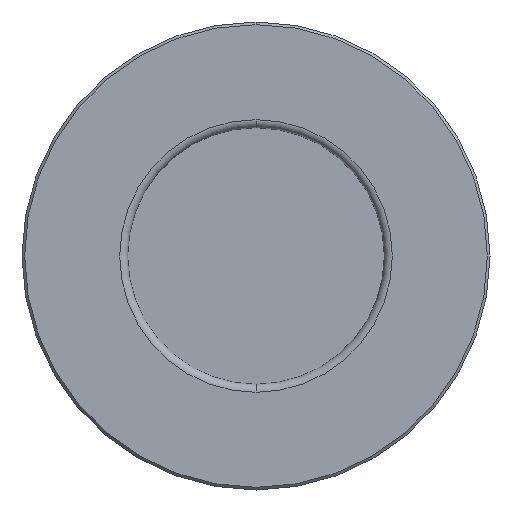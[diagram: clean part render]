
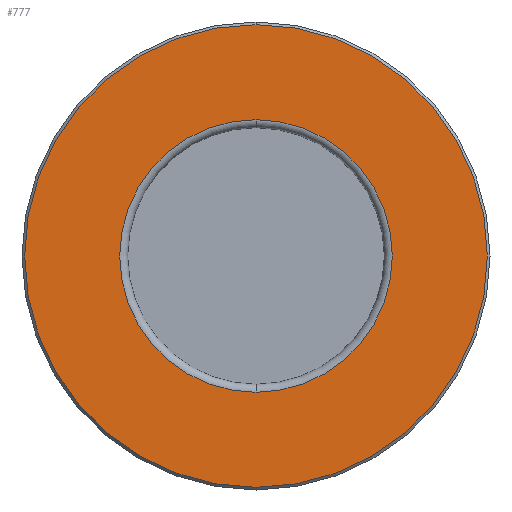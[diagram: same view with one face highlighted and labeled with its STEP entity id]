
A CAD part, front view. The second image highlights one B-rep face of the part: STEP entity #777.
In plain terms, the highlighted planar face has unit normal (0, -1, 0).
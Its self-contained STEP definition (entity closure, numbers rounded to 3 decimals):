
#12 = DIRECTION ( 'NONE',  ( 0., 0., -1. ) ) ;
#27 = DIRECTION ( 'NONE',  ( 0., 0., -1. ) ) ;
#29 = DIRECTION ( 'NONE',  ( 0., 0., -1. ) ) ;
#33 = ORIENTED_EDGE ( 'NONE', *, *, #231, .T. ) ;
#43 = CARTESIAN_POINT ( 'NONE',  ( 0., 0., -87. ) ) ;
#98 = CARTESIAN_POINT ( 'NONE',  ( 0., 0., 0. ) ) ;
#105 = PLANE ( 'NONE',  #718 ) ;
#110 = CARTESIAN_POINT ( 'NONE',  ( 51.25, 0., 0. ) ) ;
#134 = CIRCLE ( 'NONE', #388, 87. ) ;
#148 = CARTESIAN_POINT ( 'NONE',  ( 0., 0., 0. ) ) ;
#150 = VERTEX_POINT ( 'NONE', #809 ) ;
#161 = DIRECTION ( 'NONE',  ( 0., -1., 0. ) ) ;
#184 = CARTESIAN_POINT ( 'NONE',  ( 0., 0., -51.25 ) ) ;
#223 = ORIENTED_EDGE ( 'NONE', *, *, #249, .T. ) ;
#225 = VERTEX_POINT ( 'NONE', #609 ) ;
#231 = EDGE_CURVE ( 'NONE', #849, #150, #802, .T. ) ;
#240 = FACE_BOUND ( 'NONE', #391, .T. ) ;
#249 = EDGE_CURVE ( 'NONE', #150, #849, #134, .T. ) ;
#306 = CARTESIAN_POINT ( 'NONE',  ( 0., 0., 0. ) ) ;
#342 = CIRCLE ( 'NONE', #683, 51.25 ) ;
#346 = AXIS2_PLACEMENT_3D ( 'NONE', #98, #161, #29 ) ;
#358 = EDGE_CURVE ( 'NONE', #225, #848, #342, .T. ) ;
#388 = AXIS2_PLACEMENT_3D ( 'NONE', #306, #821, #766 ) ;
#391 = EDGE_LOOP ( 'NONE', ( #714, #846 ) ) ;
#431 = CIRCLE ( 'NONE', #346, 51.25 ) ;
#509 = EDGE_CURVE ( 'NONE', #848, #225, #431, .T. ) ;
#544 = DIRECTION ( 'NONE',  ( 0., 0., -1. ) ) ;
#609 = CARTESIAN_POINT ( 'NONE',  ( 0., 0., 51.25 ) ) ;
#617 = DIRECTION ( 'NONE',  ( 0., -1., 0. ) ) ;
#660 = AXIS2_PLACEMENT_3D ( 'NONE', #680, #746, #27 ) ;
#665 = DIRECTION ( 'NONE',  ( 0., -1., 0. ) ) ;
#680 = CARTESIAN_POINT ( 'NONE',  ( 0., 0., 0. ) ) ;
#683 = AXIS2_PLACEMENT_3D ( 'NONE', #148, #665, #12 ) ;
#714 = ORIENTED_EDGE ( 'NONE', *, *, #509, .F. ) ;
#718 = AXIS2_PLACEMENT_3D ( 'NONE', #110, #617, #544 ) ;
#746 = DIRECTION ( 'NONE',  ( 0., -1., 0. ) ) ;
#766 = DIRECTION ( 'NONE',  ( 0., 0., -1. ) ) ;
#777 = ADVANCED_FACE ( 'NONE', ( #800, #240 ), #105, .T. ) ;
#779 = EDGE_LOOP ( 'NONE', ( #223, #33 ) ) ;
#800 = FACE_OUTER_BOUND ( 'NONE', #779, .T. ) ;
#802 = CIRCLE ( 'NONE', #660, 87. ) ;
#809 = CARTESIAN_POINT ( 'NONE',  ( 0., 0., 87. ) ) ;
#821 = DIRECTION ( 'NONE',  ( 0., -1., 0. ) ) ;
#846 = ORIENTED_EDGE ( 'NONE', *, *, #358, .F. ) ;
#848 = VERTEX_POINT ( 'NONE', #184 ) ;
#849 = VERTEX_POINT ( 'NONE', #43 ) ;
